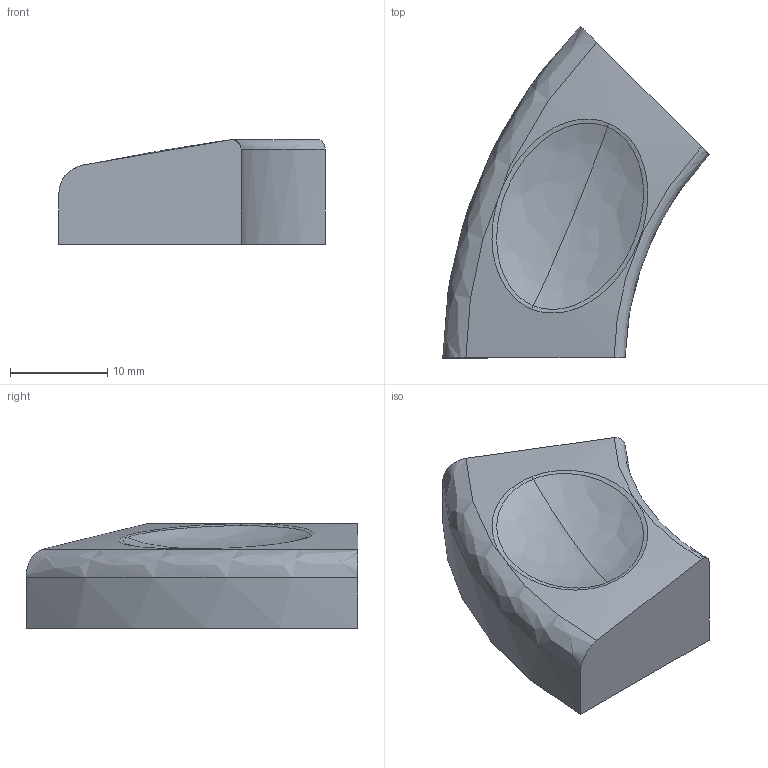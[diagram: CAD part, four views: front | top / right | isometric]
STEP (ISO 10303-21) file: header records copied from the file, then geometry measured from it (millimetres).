
FILE_DESCRIPTION(/* description */ (''),/* implementation_level */ '2;1');
FILE_NAME(/* name */ 'cocot_micro_keycap_scooped',/* time_stamp */ '2023-11-10T12:08:35-08:00',/* author */ (''),/* organization */ (''),/* preprocessor_version */ 'ST-DEVELOPER v16.5',/* originating_system */ 'Rhino 7.25',/* authorisation */ '');
FILE_SCHEMA (('CONFIG_CONTROL_DESIGN'));
Length unit declared in the file: millimetre
Products named in the file (1): Document
Bounding box: 27.4 x 34.15 x 10.77 mm (x, y, z)
Volume: 3908.9 mm3; surface area: 2509 mm2
Topology: 1 solids, 1 shells, 34 faces, 86 edges, 56 vertices
Faces by surface type: plane 22, bspline 7, cylinder 5
Entity records: 1497 total; most frequent: CARTESIAN_POINT 843, ORIENTED_EDGE 168, EDGE_CURVE 84, B_SPLINE_CURVE_WITH_KNOTS 63, VERTEX_POINT 56, EDGE_LOOP 38, ADVANCED_FACE 34, FACE_OUTER_BOUND 34
